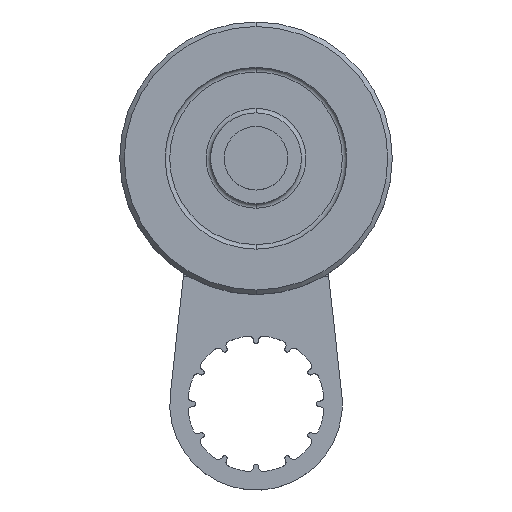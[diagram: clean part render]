
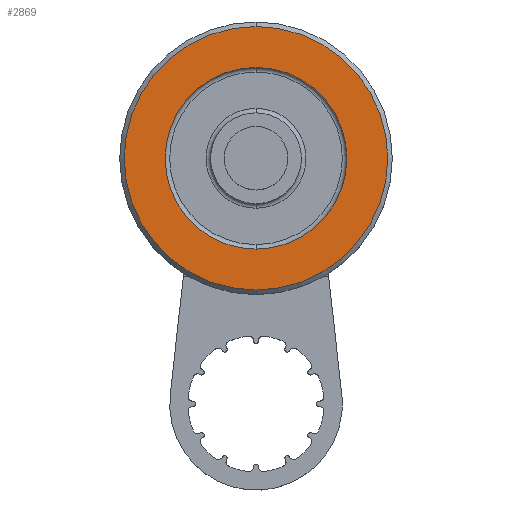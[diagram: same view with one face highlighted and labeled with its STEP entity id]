
A CAD part, top view. The second image highlights one B-rep face of the part: STEP entity #2869.
In plain terms, the highlighted planar face has unit normal (0, 0, 1).
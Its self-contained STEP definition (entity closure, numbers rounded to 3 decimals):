
#2869=ADVANCED_FACE('',(#5082,#5083),#5084,.T.);
#2991=VERTEX_POINT('',#5222);
#2995=VERTEX_POINT('',#5226);
#2997=EDGE_CURVE('',#2991,#2995,#5228,.T.);
#3001=VERTEX_POINT('',#5232);
#3007=VERTEX_POINT('',#5238);
#3009=EDGE_CURVE('',#3007,#3001,#5240,.T.);
#3063=EDGE_CURVE('',#3001,#3007,#5294,.T.);
#3065=EDGE_CURVE('',#2995,#2991,#5296,.T.);
#5082=FACE_OUTER_BOUND('',#8015,.T.);
#5083=FACE_BOUND('',#8016,.T.);
#5084=PLANE('',#8017);
#5222=CARTESIAN_POINT('',(14.958,50.966,18.95));
#5226=CARTESIAN_POINT('',(14.958,21.966,18.95));
#5228=CIRCLE('',#8200,14.5);
#5232=CARTESIAN_POINT('',(14.958,46.466,18.95));
#5238=CARTESIAN_POINT('',(14.958,26.466,18.95));
#5240=CIRCLE('',#8217,10.0);
#5294=CIRCLE('',#8292,10.0);
#5296=CIRCLE('',#8295,14.5);
#8015=EDGE_LOOP('',(#10625,#10626));
#8016=EDGE_LOOP('',(#10627,#10628));
#8017=AXIS2_PLACEMENT_3D('',#10629,#10630,#10631);
#8200=AXIS2_PLACEMENT_3D('',#10787,#10788,#10789);
#8217=AXIS2_PLACEMENT_3D('',#10792,#10793,#10794);
#8292=AXIS2_PLACEMENT_3D('',#10840,#10841,#10842);
#8295=AXIS2_PLACEMENT_3D('',#10843,#10844,#10845);
#10625=ORIENTED_EDGE('',*,*,#2997,.F.);
#10626=ORIENTED_EDGE('',*,*,#3065,.F.);
#10627=ORIENTED_EDGE('',*,*,#3063,.T.);
#10628=ORIENTED_EDGE('',*,*,#3009,.T.);
#10629=CARTESIAN_POINT('',(14.958,48.716,18.95));
#10630=DIRECTION('',(0.0,0.0,1.0));
#10631=DIRECTION('',(0.0,-1.0,0.0));
#10787=CARTESIAN_POINT('',(14.958,36.466,18.95));
#10788=DIRECTION('',(0.0,0.0,-1.0));
#10789=DIRECTION('',(0.0,1.0,0.0));
#10792=CARTESIAN_POINT('',(14.958,36.466,18.95));
#10793=DIRECTION('',(0.0,0.0,-1.0));
#10794=DIRECTION('',(0.0,1.0,0.0));
#10840=CARTESIAN_POINT('',(14.958,36.466,18.95));
#10841=DIRECTION('',(0.0,0.0,-1.0));
#10842=DIRECTION('',(0.0,1.0,0.0));
#10843=CARTESIAN_POINT('',(14.958,36.466,18.95));
#10844=DIRECTION('',(0.0,0.0,-1.0));
#10845=DIRECTION('',(0.0,1.0,0.0));
